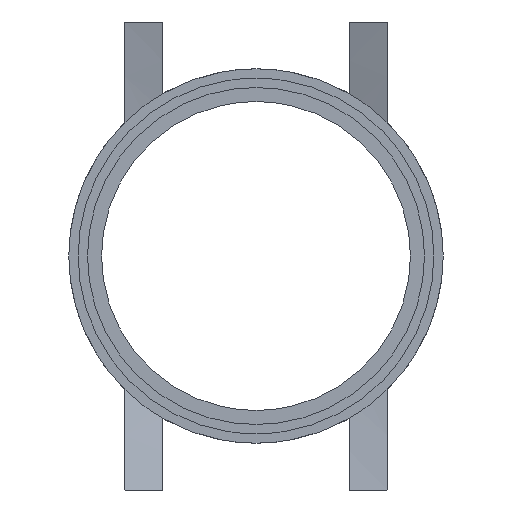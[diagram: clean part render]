
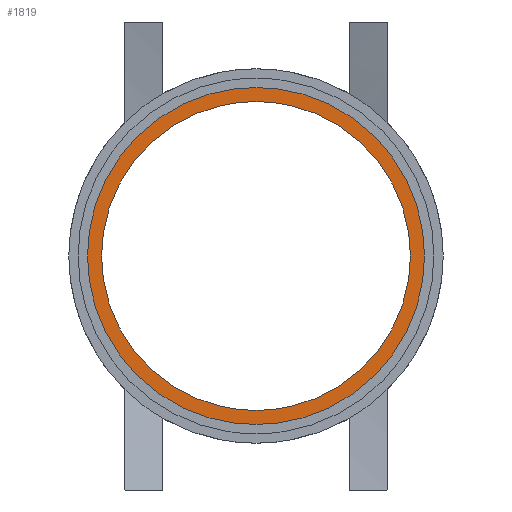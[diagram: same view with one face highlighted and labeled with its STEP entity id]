
A CAD part, front view. The second image highlights one B-rep face of the part: STEP entity #1819.
In plain terms, the highlighted free-form (B-spline) face has degree [1, 1] with [2, 2] control points.
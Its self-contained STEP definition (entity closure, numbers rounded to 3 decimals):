
#1765 = VERTEX_POINT('',#1766);
#1766 = CARTESIAN_POINT('',(17.405,1.582,0.));
#1771 = EDGE_CURVE('',#1765,#1772,#1774,.T.);
#1772 = VERTEX_POINT('',#1773);
#1773 = CARTESIAN_POINT('',(0.,1.582,-17.405));
#1774 = ( BOUNDED_CURVE() B_SPLINE_CURVE(2,(#1775,#1776,#1777),
.UNSPECIFIED.,.F.,.F.) B_SPLINE_CURVE_WITH_KNOTS((3,3),(0.,
1.571),.PIECEWISE_BEZIER_KNOTS.) CURVE() 
GEOMETRIC_REPRESENTATION_ITEM() RATIONAL_B_SPLINE_CURVE((1.,
0.707,1.)) REPRESENTATION_ITEM('') );
#1775 = CARTESIAN_POINT('',(17.405,1.582,
    0.));
#1776 = CARTESIAN_POINT('',(17.405,1.582,
    -17.405));
#1777 = CARTESIAN_POINT('',(0.,1.582,
    -17.405));
#1779 = EDGE_CURVE('',#1780,#1772,#1782,.T.);
#1780 = VERTEX_POINT('',#1781);
#1781 = CARTESIAN_POINT('',(-17.405,1.582,0.));
#1782 = ( BOUNDED_CURVE() B_SPLINE_CURVE(2,(#1783,#1784,#1785),
.UNSPECIFIED.,.F.,.F.) B_SPLINE_CURVE_WITH_KNOTS((3,3),(0.,
1.571),.PIECEWISE_BEZIER_KNOTS.) CURVE() 
GEOMETRIC_REPRESENTATION_ITEM() RATIONAL_B_SPLINE_CURVE((1.,
0.707,1.)) REPRESENTATION_ITEM('') );
#1783 = CARTESIAN_POINT('',(-17.405,1.582,
    0.));
#1784 = CARTESIAN_POINT('',(-17.405,1.582,
    -17.405));
#1785 = CARTESIAN_POINT('',(0.,1.582,
    -17.405));
#1787 = EDGE_CURVE('',#1780,#1788,#1790,.T.);
#1788 = VERTEX_POINT('',#1789);
#1789 = CARTESIAN_POINT('',(0.,1.582,17.405));
#1790 = ( BOUNDED_CURVE() B_SPLINE_CURVE(2,(#1791,#1792,#1793),
.UNSPECIFIED.,.F.,.F.) B_SPLINE_CURVE_WITH_KNOTS((3,3),(0.,
1.571),.PIECEWISE_BEZIER_KNOTS.) CURVE() 
GEOMETRIC_REPRESENTATION_ITEM() RATIONAL_B_SPLINE_CURVE((1.,
0.707,1.)) REPRESENTATION_ITEM('') );
#1791 = CARTESIAN_POINT('',(-17.405,1.582,0.));
#1792 = CARTESIAN_POINT('',(-17.405,1.582,
    17.405));
#1793 = CARTESIAN_POINT('',(0.,1.582,
    17.405));
#1795 = EDGE_CURVE('',#1765,#1788,#1796,.T.);
#1796 = ( BOUNDED_CURVE() B_SPLINE_CURVE(2,(#1797,#1798,#1799),
.UNSPECIFIED.,.F.,.F.) B_SPLINE_CURVE_WITH_KNOTS((3,3),(0.,
1.571),.PIECEWISE_BEZIER_KNOTS.) CURVE() 
GEOMETRIC_REPRESENTATION_ITEM() RATIONAL_B_SPLINE_CURVE((1.,
0.707,1.)) REPRESENTATION_ITEM('') );
#1797 = CARTESIAN_POINT('',(17.405,1.582,0.));
#1798 = CARTESIAN_POINT('',(17.405,1.582,
    17.405));
#1799 = CARTESIAN_POINT('',(0.,1.582,
    17.405));
#1819 = ADVANCED_FACE('',(#1820,#1854),#1860,.T.);
#1820 = FACE_BOUND('',#1821,.T.);
#1821 = EDGE_LOOP('',(#1822,#1832,#1840,#1848));
#1822 = ORIENTED_EDGE('',*,*,#1823,.F.);
#1823 = EDGE_CURVE('',#1824,#1826,#1828,.T.);
#1824 = VERTEX_POINT('',#1825);
#1825 = CARTESIAN_POINT('',(18.988,1.582,0.));
#1826 = VERTEX_POINT('',#1827);
#1827 = CARTESIAN_POINT('',(0.,1.582,-18.988));
#1828 = ( BOUNDED_CURVE() B_SPLINE_CURVE(2,(#1829,#1830,#1831),
.UNSPECIFIED.,.F.,.F.) B_SPLINE_CURVE_WITH_KNOTS((3,3),(0.,
1.571),.PIECEWISE_BEZIER_KNOTS.) CURVE() 
GEOMETRIC_REPRESENTATION_ITEM() RATIONAL_B_SPLINE_CURVE((1.,
0.707,1.)) REPRESENTATION_ITEM('') );
#1829 = CARTESIAN_POINT('',(18.988,1.582,
    0.));
#1830 = CARTESIAN_POINT('',(18.988,1.582,
    -18.988));
#1831 = CARTESIAN_POINT('',(0.,1.582,
    -18.988));
#1832 = ORIENTED_EDGE('',*,*,#1833,.T.);
#1833 = EDGE_CURVE('',#1824,#1834,#1836,.T.);
#1834 = VERTEX_POINT('',#1835);
#1835 = CARTESIAN_POINT('',(0.,1.582,18.988));
#1836 = ( BOUNDED_CURVE() B_SPLINE_CURVE(2,(#1837,#1838,#1839),
.UNSPECIFIED.,.F.,.F.) B_SPLINE_CURVE_WITH_KNOTS((3,3),(0.,
1.571),.PIECEWISE_BEZIER_KNOTS.) CURVE() 
GEOMETRIC_REPRESENTATION_ITEM() RATIONAL_B_SPLINE_CURVE((1.,
0.707,1.)) REPRESENTATION_ITEM('') );
#1837 = CARTESIAN_POINT('',(18.988,1.582,0.));
#1838 = CARTESIAN_POINT('',(18.988,1.582,
    18.988));
#1839 = CARTESIAN_POINT('',(0.,1.582,
    18.988));
#1840 = ORIENTED_EDGE('',*,*,#1841,.F.);
#1841 = EDGE_CURVE('',#1842,#1834,#1844,.T.);
#1842 = VERTEX_POINT('',#1843);
#1843 = CARTESIAN_POINT('',(-18.988,1.582,0.));
#1844 = ( BOUNDED_CURVE() B_SPLINE_CURVE(2,(#1845,#1846,#1847),
.UNSPECIFIED.,.F.,.F.) B_SPLINE_CURVE_WITH_KNOTS((3,3),(0.,
1.571),.PIECEWISE_BEZIER_KNOTS.) CURVE() 
GEOMETRIC_REPRESENTATION_ITEM() RATIONAL_B_SPLINE_CURVE((1.,
0.707,1.)) REPRESENTATION_ITEM('') );
#1845 = CARTESIAN_POINT('',(-18.988,1.582,0.));
#1846 = CARTESIAN_POINT('',(-18.988,1.582,
    18.988));
#1847 = CARTESIAN_POINT('',(0.,1.582,
    18.988));
#1848 = ORIENTED_EDGE('',*,*,#1849,.T.);
#1849 = EDGE_CURVE('',#1842,#1826,#1850,.T.);
#1850 = ( BOUNDED_CURVE() B_SPLINE_CURVE(2,(#1851,#1852,#1853),
.UNSPECIFIED.,.F.,.F.) B_SPLINE_CURVE_WITH_KNOTS((3,3),(0.,
1.571),.PIECEWISE_BEZIER_KNOTS.) CURVE() 
GEOMETRIC_REPRESENTATION_ITEM() RATIONAL_B_SPLINE_CURVE((1.,
0.707,1.)) REPRESENTATION_ITEM('') );
#1851 = CARTESIAN_POINT('',(-18.988,1.582,
    0.));
#1852 = CARTESIAN_POINT('',(-18.988,1.582,
    -18.988));
#1853 = CARTESIAN_POINT('',(0.,1.582,
    -18.988));
#1854 = FACE_BOUND('',#1855,.T.);
#1855 = EDGE_LOOP('',(#1856,#1857,#1858,#1859));
#1856 = ORIENTED_EDGE('',*,*,#1771,.T.);
#1857 = ORIENTED_EDGE('',*,*,#1779,.F.);
#1858 = ORIENTED_EDGE('',*,*,#1787,.T.);
#1859 = ORIENTED_EDGE('',*,*,#1795,.F.);
#1860 = B_SPLINE_SURFACE_WITH_KNOTS('',1,1,(
    (#1861,#1862)
    ,(#1863,#1864
    )),.UNSPECIFIED.,.F.,.F.,.F.,(2,2),(2,2),(-18.,18.),(-18.,18.),
  .PIECEWISE_BEZIER_KNOTS.);
#1861 = CARTESIAN_POINT('',(-18.988,1.582,
    18.988));
#1862 = CARTESIAN_POINT('',(18.988,1.582,
    18.988));
#1863 = CARTESIAN_POINT('',(-18.988,1.582,
    -18.988));
#1864 = CARTESIAN_POINT('',(18.988,1.582,
    -18.988));
